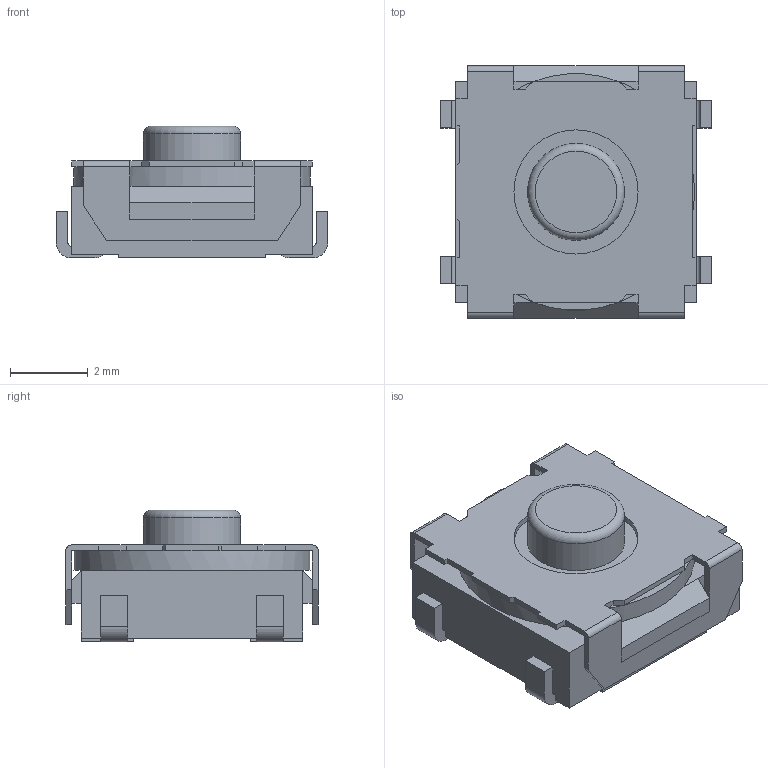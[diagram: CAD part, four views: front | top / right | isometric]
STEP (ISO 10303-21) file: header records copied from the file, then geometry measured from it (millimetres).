
FILE_DESCRIPTION(/* description */ ('model of SW_SPST_B3SL-1002P'),/* implementation_level */ '2;1');
FILE_NAME(/* name */ 'SW_SPST_B3SL-1002P.step',/* time_stamp */ '1970-01-01T00:00:00',/* author */ ('KiCAD','kicad'),/* organization */ ('OCCT'),/* preprocessor_version */ '',/* originating_system */ 'KiCAD',/* authorisation */ '');
FILE_SCHEMA(('AUTOMOTIVE_DESIGN { 1 0 10303 214 1 1 1 1 }'));
Length unit declared in the file: millimetre
Products named in the file (1): SW_SPST_B3SL-1002P
Bounding box: 7 x 6.5 x 3.4 mm (x, y, z)
Volume: 91.3 mm3; surface area: 193.2 mm2
Topology: 1 solids, 1 shells, 146 faces, 415 edges, 265 vertices
Faces by surface type: plane 126, cylinder 19, torus 1
Full cylindrical faces by diameter (mm): 2.5 x1, 3.2 x1, 6.1 x1
Entity records: 3076 total; most frequent: ORIENTED_EDGE 654, EDGE_CURVE 415, CARTESIAN_POINT 381, LINE 297, VERTEX_POINT 265, AXIS2_PLACEMENT_3D 155, FACE_BOUND 148, EDGE_LOOP 148
